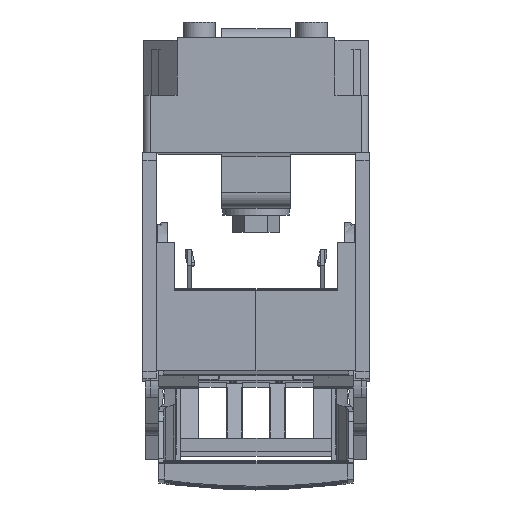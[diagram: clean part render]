
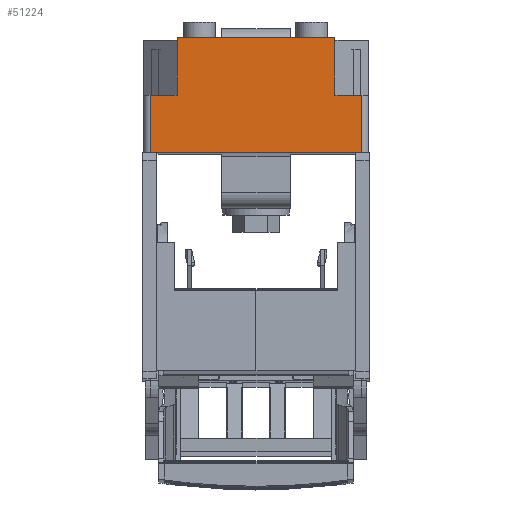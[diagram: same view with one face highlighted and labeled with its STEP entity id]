
A CAD part, top view. The second image highlights one B-rep face of the part: STEP entity #51224.
In plain terms, the highlighted face is planar.
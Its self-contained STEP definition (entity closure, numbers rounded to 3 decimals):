
#49036=DIRECTION('',(-1.,0.,0.));
#49037=VECTOR('',#49036,92.5);
#49038=CARTESIAN_POINT('',(46.25,277.5,50.));
#49039=LINE('',#49038,#49037);
#49527=DIRECTION('',(0.,0.,1.));
#49528=VECTOR('',#49527,25.);
#49529=CARTESIAN_POINT('',(-34.5,277.5,0.));
#49530=LINE('',#49529,#49528);
#49534=DIRECTION('',(-1.,0.,0.));
#49535=VECTOR('',#49534,69.);
#49536=CARTESIAN_POINT('',(34.5,277.5,0.));
#49537=LINE('',#49536,#49535);
#49541=DIRECTION('',(-1.,0.,0.));
#49542=VECTOR('',#49541,11.75);
#49543=CARTESIAN_POINT('',(46.25,277.5,25.));
#49544=LINE('',#49543,#49542);
#49548=DIRECTION('',(1.,0.,0.));
#49549=VECTOR('',#49548,11.75);
#49550=CARTESIAN_POINT('',(-46.25,277.5,25.));
#49551=LINE('',#49550,#49549);
#49584=DIRECTION('',(0.,0.,-1.));
#49585=VECTOR('',#49584,25.);
#49586=CARTESIAN_POINT('',(-46.25,277.5,50.));
#49587=LINE('',#49586,#49585);
#49633=DIRECTION('',(0.,0.,1.));
#49634=VECTOR('',#49633,25.);
#49635=CARTESIAN_POINT('',(34.5,277.5,0.));
#49636=LINE('',#49635,#49634);
#49697=DIRECTION('',(0.,0.,1.));
#49698=VECTOR('',#49697,25.);
#49699=CARTESIAN_POINT('',(46.25,277.5,25.));
#49700=LINE('',#49699,#49698);
#50501=CARTESIAN_POINT('',(46.25,277.5,50.));
#50502=VERTEX_POINT('',#50501);
#50503=CARTESIAN_POINT('',(-46.25,277.5,50.));
#50504=VERTEX_POINT('',#50503);
#50551=CARTESIAN_POINT('',(46.25,277.5,25.));
#50552=VERTEX_POINT('',#50551);
#50553=CARTESIAN_POINT('',(-46.25,277.5,25.));
#50554=CARTESIAN_POINT('',(-34.5,277.5,25.));
#50555=VERTEX_POINT('',#50553);
#50556=VERTEX_POINT('',#50554);
#50557=CARTESIAN_POINT('',(34.5,277.5,25.));
#50558=VERTEX_POINT('',#50557);
#50559=CARTESIAN_POINT('',(34.5,277.5,0.));
#50560=VERTEX_POINT('',#50559);
#50561=CARTESIAN_POINT('',(-34.5,277.5,0.));
#50562=VERTEX_POINT('',#50561);
#51204=CARTESIAN_POINT('',(46.25,277.5,50.));
#51205=DIRECTION('',(0.,-1.,0.));
#51206=DIRECTION('',(0.,0.,1.));
#51207=AXIS2_PLACEMENT_3D('',#51204,#51205,#51206);
#51208=PLANE('',#51207);
#51210=ORIENTED_EDGE('',*,*,#51209,.T.);
#51211=ORIENTED_EDGE('',*,*,#51187,.F.);
#51212=ORIENTED_EDGE('',*,*,#51146,.F.);
#51214=ORIENTED_EDGE('',*,*,#51213,.T.);
#51216=ORIENTED_EDGE('',*,*,#51215,.F.);
#51218=ORIENTED_EDGE('',*,*,#51217,.T.);
#51219=ORIENTED_EDGE('',*,*,#50762,.T.);
#51221=ORIENTED_EDGE('',*,*,#51220,.T.);
#51222=EDGE_LOOP('',(#51210,#51211,#51212,#51214,#51216,#51218,#51219,#51221));
#51223=FACE_OUTER_BOUND('',#51222,.F.);
#50762=EDGE_CURVE('',#50502,#50504,#49039,.T.);
#51146=EDGE_CURVE('',#50560,#50562,#49537,.T.);
#51187=EDGE_CURVE('',#50562,#50556,#49530,.T.);
#51209=EDGE_CURVE('',#50555,#50556,#49551,.T.);
#51213=EDGE_CURVE('',#50560,#50558,#49636,.T.);
#51215=EDGE_CURVE('',#50552,#50558,#49544,.T.);
#51217=EDGE_CURVE('',#50552,#50502,#49700,.T.);
#51220=EDGE_CURVE('',#50504,#50555,#49587,.T.);
#51224=ADVANCED_FACE('',(#51223),#51208,.F.);
